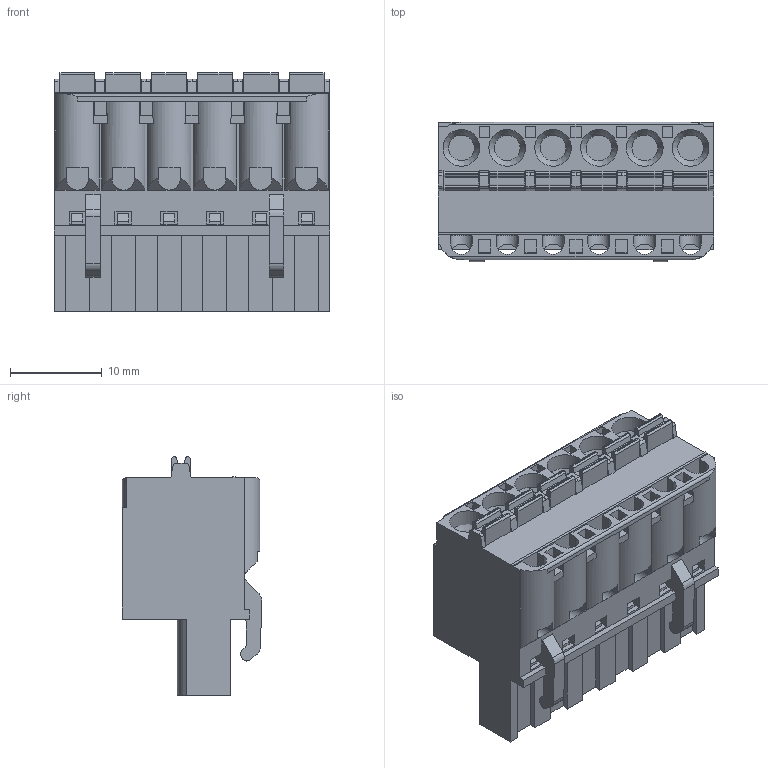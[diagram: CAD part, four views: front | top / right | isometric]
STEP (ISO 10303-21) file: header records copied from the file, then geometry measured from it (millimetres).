
FILE_DESCRIPTION(('STEP AP214'),'1');
FILE_NAME('SHM06-5.stp','2021-03-04T15:43:20',(' '),(' '),'Spatial InterOp 3D',' ',' ');
FILE_SCHEMA(('automotive_design'));
Length unit declared in the file: metre
Products named in the file (1): 1
Bounding box: 30 x 15.2 x 26 mm (x, y, z)
Volume: 7309.7 mm3; surface area: 4149 mm2
Topology: 1 solids, 1 shells, 536 faces, 1498 edges, 981 vertices
Faces by surface type: plane 425, cylinder 98, cone 12, extrusion 1
Full cylindrical faces by diameter (mm): 4 x6
Entity records: 21264 total; most frequent: CARTESIAN_POINT 3063, ORIENTED_EDGE 2942, DIRECTION 2781, EDGE_CURVE 1471, VECTOR 1177, LINE 1176, VERTEX_POINT 972, AXIS2_PLACEMENT_3D 802
